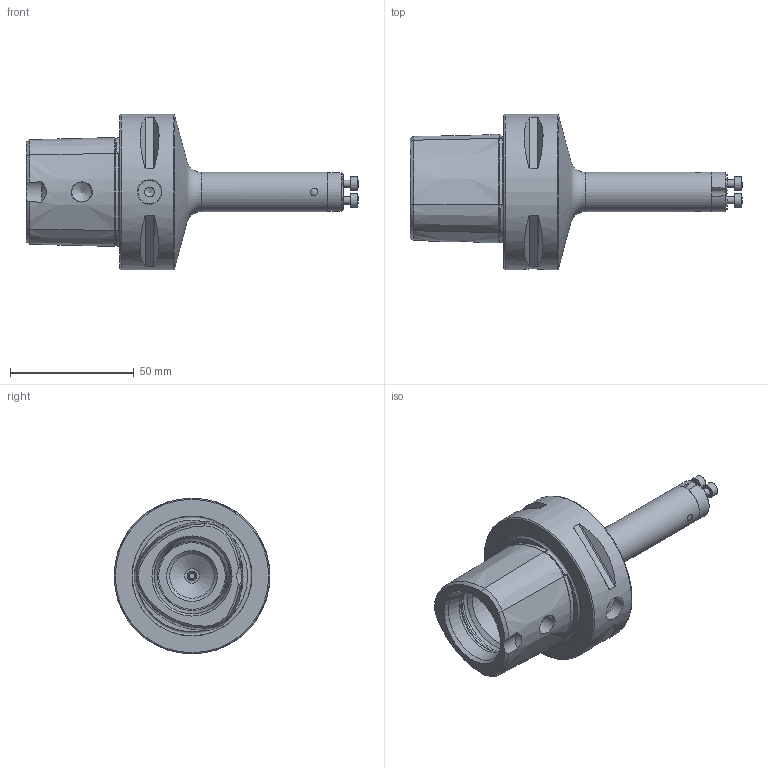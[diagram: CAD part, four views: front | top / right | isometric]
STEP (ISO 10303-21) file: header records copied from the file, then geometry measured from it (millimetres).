
FILE_DESCRIPTION (( 'STEP AP214' ), '1' );
FILE_NAME ('PS6.WK5.WD0.110.STEP', '2022-06-14T07:06:17', ( '' ), ( '' ), 'SwSTEP 2.0', 'SolidWorks 2017', '' );
FILE_SCHEMA (( 'AUTOMOTIVE_DESIGN' ));
Length unit declared in the file: millimetre
Products named in the file (13): PS6-WD0.040.084_A; WD0-ER1.012.030_A; WD0-ER1.005.022_A; WD0-WK5.016.006_A; ISO 4026 - M3 x 3; WD0-BG1.013.040; DIN 3771 - 10x1.5; DIN 6325_ø3 x 5_2x6; PS6.WK5.WD0.110; DIN 3771 - 5x2.5; ISO 4762 - M3 x 12; WD0-ER1.013.014_A; DIN 3771 - 4x1
Assembly tree (19 placements, depth 3):
  PS6.WK5.WD0.110
    PS6-WD0.040.084_A
    WD0-BG1.013.040
      WD0-ER1.013.014_A  x2
      WD0-ER1.005.022_A
      WD0-ER1.012.030_A
      DIN 3771 - 10x1.5  x2
      DIN 3771 - 5x2.5  x2
    WD0-WK5.016.006_A
    DIN 6325_ø3 x 5_2x6  x2
    DIN 3771 - 4x1
    ISO 4026 - M3 x 3  x2
    ISO 4762 - M3 x 12  x3
Bounding box: 134.3 x 63 x 63 mm (x, y, z)
Volume: 114607.2 mm3; surface area: 32269.7 mm2
Topology: 18 solids, 18 shells, 480 faces, 1164 edges, 724 vertices
Faces by surface type: plane 217, cone 107, cylinder 106, torus 46, sphere 4
Full cylindrical faces by diameter (mm): 2 x5, 2.5 x8, 3 x15, 3.3 x2, 4 x2, 4.5 x1, 5 x4, 5.4 x1, 5.5 x3, 6 x3, 8.1 x2, 10 x3, 10.8 x2, 12 x1, 13 x5, 13.2 x2, 16 x1, 18 x1, 28 x2, 32 x1, 63 x1
Entity records: 13157 total; most frequent: CARTESIAN_POINT 4383, ORIENTED_EDGE 1600, DIRECTION 1584, EDGE_CURVE 800, AXIS2_PLACEMENT_3D 675, VERTEX_POINT 570, EDGE_LOOP 540, FACE_OUTER_BOUND 449
